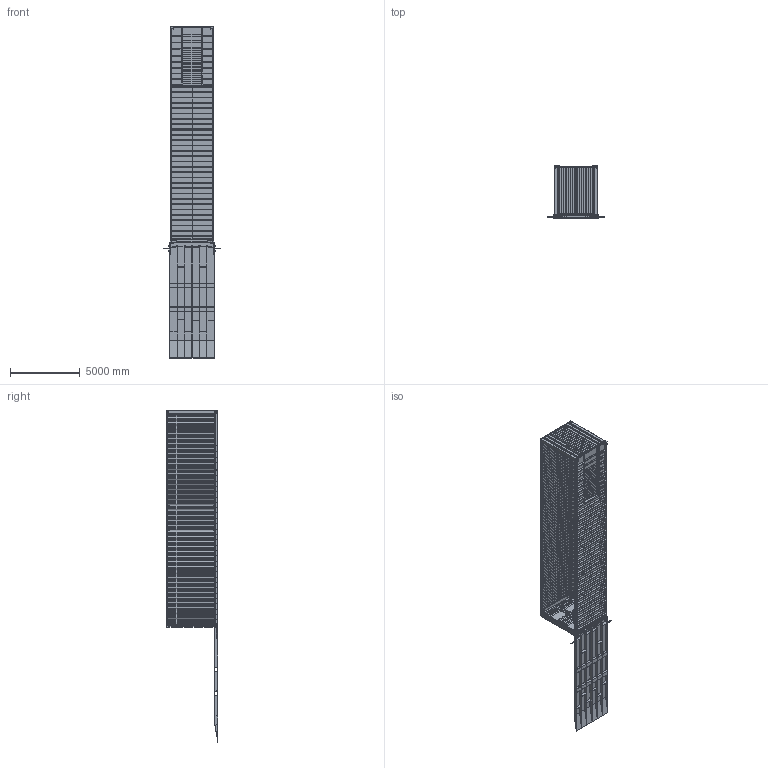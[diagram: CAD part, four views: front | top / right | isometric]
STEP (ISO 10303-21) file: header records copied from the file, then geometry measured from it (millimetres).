
FILE_DESCRIPTION(('FreeCAD Model'),'2;1');
FILE_NAME('Open CASCADE Shape Model','2025-05-05T04:29:59',('FreeCAD'),( 'FreeCAD'),'Open CASCADE STEP processor 7.6','FreeCAD','Unknown');
FILE_SCHEMA(('AUTOMOTIVE_DESIGN { 1 0 10303 214 1 1 1 1 }'));
Products named in the file (1): Open CASCADE STEP translator 7.6 1
Bounding box: 4142.21 x 3704.7 x 23853.42 mm (x, y, z)
Volume: 2625328272.2 mm3; surface area: 619286992.5 mm2
Topology: 305 solids, 309 shells, 8026 faces, 21400 edges, 14360 vertices
Faces by surface type: bspline 8026
Entity records: 372326 total; most frequent: CARTESIAN_POINT 245184, ORIENTED_EDGE 42712, EDGE_CURVE 21356, B_SPLINE_CURVE_WITH_KNOTS 17092, VERTEX_POINT 14354, FACE_BOUND 8722, EDGE_LOOP 8722, ADVANCED_FACE 8026
